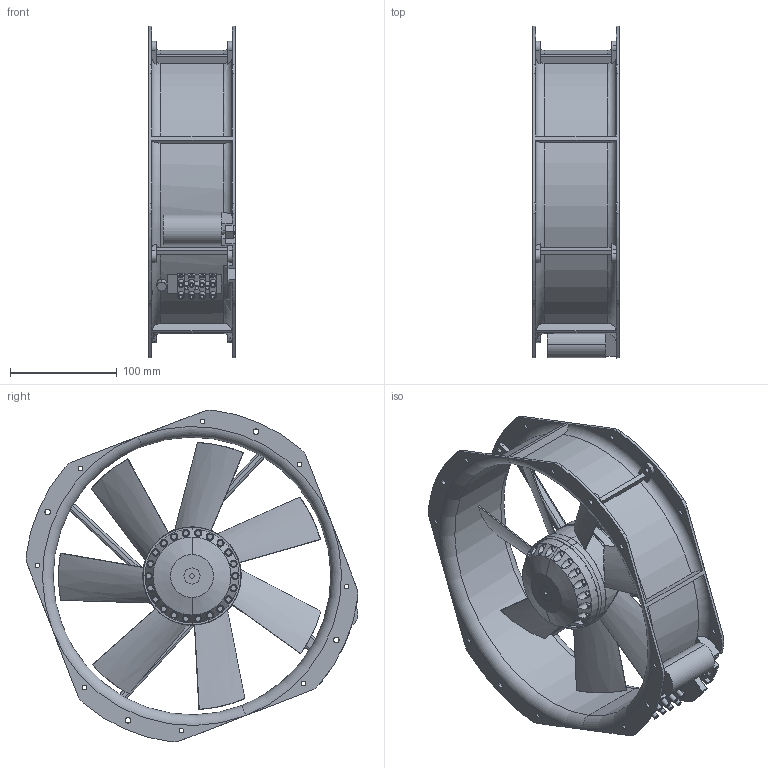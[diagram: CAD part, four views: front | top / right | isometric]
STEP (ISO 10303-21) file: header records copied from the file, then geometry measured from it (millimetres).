
FILE_DESCRIPTION((''),'2;1');
FILE_NAME('2808000_ASM','2024-11-12T10:22:50',('Administrator'),(''),'CREO PARAMETRIC BY PTC INC, 2019010','CREO PARAMETRIC BY PTC INC, 2019010','');
FILE_SCHEMA(('CONFIG_CONTROL_DESIGN'));
Length unit declared in the file: millimetre
Products named in the file (18): 28080; 92-2500; 2_500; 0001; 00; __1_6_0001; _10001; 200; __1_2_0001; __1_4_0001; __1_1_0001; __1_5_0001; __1_3_0001; _80001; 25000_ASM; 28080_100_ASM; 2808000_ASM
Assembly tree (17 placements, depth 4):
  2808000_ASM
    28080_100_ASM
      28080
      92-2500
      2_500
      0001
      92-2500
      00
      25000_ASM
        __1_6_0001
        _10001
        200
        __1_2_0001
        __1_4_0001
        __1_1_0001
        __1_5_0001
        __1_3_0001
        _80001
Bounding box: 80.9 x 310.73 x 310.73 mm (x, y, z)
Volume: 603004.1 mm3; surface area: 398833.2 mm2
Topology: 15 solids, 15 shells, 693 faces, 1724 edges, 1144 vertices
Faces by surface type: cylinder 360, plane 239, torus 42, bspline 42, cone 10
Entity records: 26020 total; most frequent: CARTESIAN_POINT 8578, DIRECTION 3740, ORIENTED_EDGE 3448, EDGE_CURVE 1724, AXIS2_PLACEMENT_3D 1511, VERTEX_POINT 1144, EDGE_LOOP 862, CIRCLE 809
